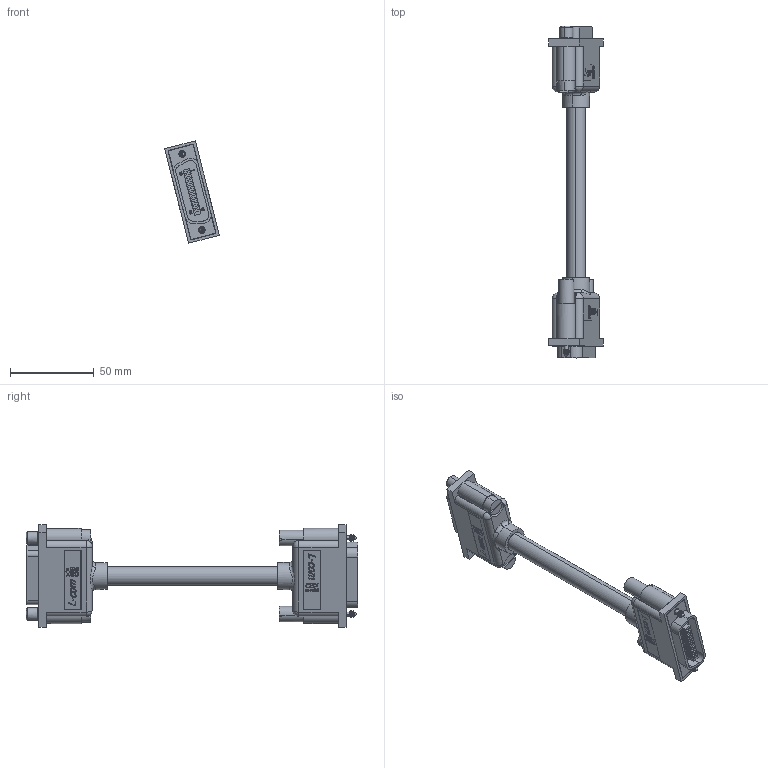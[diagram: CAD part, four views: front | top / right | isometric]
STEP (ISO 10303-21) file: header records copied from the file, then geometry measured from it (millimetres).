
FILE_DESCRIPTION (( 'STEP AP214' ), '1' );
FILE_NAME ('CBX24.STEP', '2006-08-28T13:31:20', ( 'L-COM' ), ( 'L-COM' ), 'SwSTEP 2.0', 'SolidWorks 2006052', '' );
FILE_SCHEMA (( 'AUTOMOTIVE_DESIGN' ));
Length unit declared in the file: inch
Products named in the file (11): 3AC01-025; CBX-MA3; CBX-MA4; 3AB05-008; 3AB05-010; CBX24; 3AB05-014; 3AC03-026; 3AB05-005; 3AA07-017; 3AB05-002_for use with 3AB05-014
Assembly tree (17 placements, depth 3):
  CBX24
    3AC01-025  x4
    3AC03-026
    3AB05-014
      CBX-MA4  x2
      CBX-MA3  x2
      3AB05-002_for use with 3AB05-014
      3AB05-008
    3AB05-010
      3AA07-017  x2
      3AB05-005
      3AB05-008
Bounding box: 32.7 x 197.76 x 60.99 mm (x, y, z)
Volume: 80291.4 mm3; surface area: 35858.5 mm2
Topology: 15 solids, 15 shells, 2333 faces, 5858 edges, 3810 vertices
Faces by surface type: plane 1460, bspline 415, cylinder 246, cone 194, torus 10, sphere 8
Entity records: 72062 total; most frequent: CARTESIAN_POINT 24472, ORIENTED_EDGE 7490, DIRECTION 6807, EDGE_CURVE 3745, VECTOR 2895, LINE 2895, VERTEX_POINT 2445, AXIS2_PLACEMENT_3D 1956
